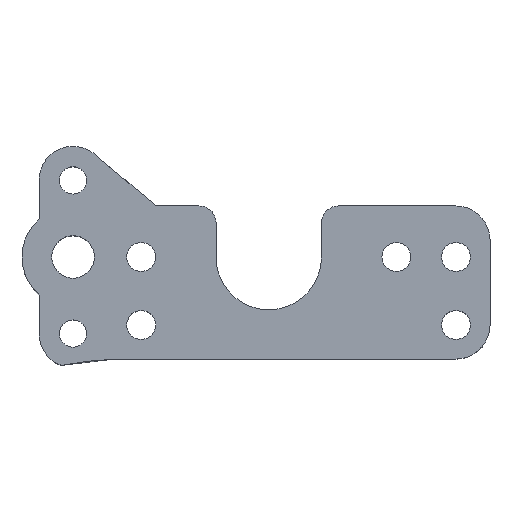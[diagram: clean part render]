
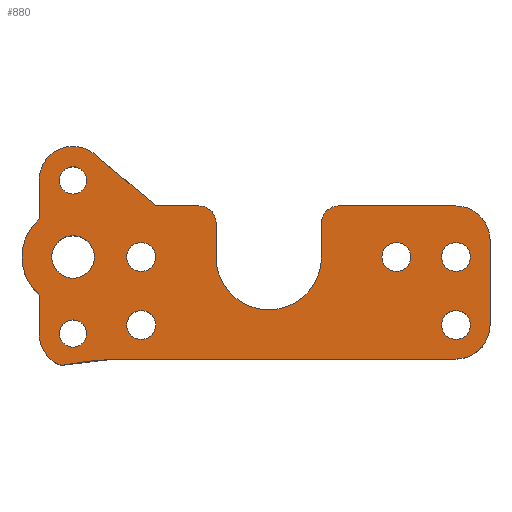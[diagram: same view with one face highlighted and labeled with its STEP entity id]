
A CAD part, top view. The second image highlights one B-rep face of the part: STEP entity #880.
In plain terms, the highlighted planar face has unit normal (0, 0, 1).
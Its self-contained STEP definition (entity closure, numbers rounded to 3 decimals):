
#51=FACE_BOUND($,#197,.T.);
#52=FACE_BOUND($,#198,.T.);
#53=FACE_BOUND($,#199,.T.);
#54=FACE_BOUND($,#200,.T.);
#55=FACE_BOUND($,#201,.T.);
#56=FACE_BOUND($,#202,.T.);
#57=FACE_BOUND($,#203,.T.);
#58=FACE_BOUND($,#204,.T.);
#59=FACE_BOUND($,#205,.T.);
#69=CIRCLE($,#912,2.5);
#70=CIRCLE($,#914,1.7);
#71=CIRCLE($,#916,1.7);
#73=CIRCLE($,#919,1.7);
#75=CIRCLE($,#922,1.7);
#77=CIRCLE($,#925,1.7);
#78=CIRCLE($,#927,1.6);
#79=CIRCLE($,#929,1.6);
#80=CIRCLE($,#932,2.);
#82=CIRCLE($,#936,6.2);
#84=CIRCLE($,#940,2.);
#86=CIRCLE($,#945,4.);
#87=CIRCLE($,#948,6.);
#88=CIRCLE($,#951,4.);
#89=CIRCLE($,#953,41.885);
#91=CIRCLE($,#957,4.);
#93=CIRCLE($,#961,4.);
#197=EDGE_LOOP($,(#782));
#198=EDGE_LOOP($,(#783));
#199=EDGE_LOOP($,(#784));
#200=EDGE_LOOP($,(#785));
#201=EDGE_LOOP($,(#786));
#202=EDGE_LOOP($,(#787));
#203=EDGE_LOOP($,(#788));
#204=EDGE_LOOP($,(#789));
#205=EDGE_LOOP($,(#790,#791,#792,#793,#794,#795,#796,#797,#798,#799,#800,
#801,#802,#803,#804,#805,#806,#807));
#254=LINE($,#1363,#336);
#259=LINE($,#1377,#341);
#263=LINE($,#1389,#345);
#267=LINE($,#1401,#349);
#270=LINE($,#1407,#352);
#274=LINE($,#1416,#356);
#277=LINE($,#1424,#359);
#281=LINE($,#1438,#363);
#285=LINE($,#1450,#367);
#336=VECTOR($,#1109,13.8);
#341=VECTOR($,#1122,4.);
#345=VECTOR($,#1134,4.);
#349=VECTOR($,#1146,5.004);
#352=VECTOR($,#1151,8.851);
#356=VECTOR($,#1161,4.528);
#359=VECTOR($,#1170,4.528);
#363=VECTOR($,#1186,37.);
#367=VECTOR($,#1198,10.);
#413=VERTEX_POINT($,#1331);
#414=VERTEX_POINT($,#1334);
#415=VERTEX_POINT($,#1337);
#417=VERTEX_POINT($,#1342);
#419=VERTEX_POINT($,#1347);
#421=VERTEX_POINT($,#1352);
#422=VERTEX_POINT($,#1355);
#423=VERTEX_POINT($,#1358);
#424=VERTEX_POINT($,#1361);
#425=VERTEX_POINT($,#1362);
#428=VERTEX_POINT($,#1370);
#430=VERTEX_POINT($,#1376);
#432=VERTEX_POINT($,#1382);
#434=VERTEX_POINT($,#1388);
#436=VERTEX_POINT($,#1394);
#438=VERTEX_POINT($,#1400);
#440=VERTEX_POINT($,#1406);
#441=VERTEX_POINT($,#1411);
#442=VERTEX_POINT($,#1415);
#443=VERTEX_POINT($,#1419);
#444=VERTEX_POINT($,#1423);
#445=VERTEX_POINT($,#1427);
#446=VERTEX_POINT($,#1431);
#448=VERTEX_POINT($,#1437);
#450=VERTEX_POINT($,#1443);
#452=VERTEX_POINT($,#1449);
#512=EDGE_CURVE($,#413,#413,#69,.T.);
#513=EDGE_CURVE($,#414,#414,#70,.T.);
#514=EDGE_CURVE($,#415,#415,#71,.T.);
#516=EDGE_CURVE($,#417,#417,#73,.T.);
#518=EDGE_CURVE($,#419,#419,#75,.T.);
#520=EDGE_CURVE($,#421,#421,#77,.T.);
#521=EDGE_CURVE($,#422,#422,#78,.T.);
#522=EDGE_CURVE($,#423,#423,#79,.T.);
#523=EDGE_CURVE($,#424,#425,#254,.T.);
#527=EDGE_CURVE($,#428,#424,#80,.T.);
#530=EDGE_CURVE($,#430,#428,#259,.T.);
#533=EDGE_CURVE($,#432,#430,#82,.T.);
#536=EDGE_CURVE($,#434,#432,#263,.T.);
#539=EDGE_CURVE($,#436,#434,#84,.T.);
#542=EDGE_CURVE($,#438,#436,#267,.T.);
#545=EDGE_CURVE($,#440,#438,#270,.T.);
#548=EDGE_CURVE($,#441,#440,#86,.T.);
#550=EDGE_CURVE($,#442,#441,#274,.T.);
#552=EDGE_CURVE($,#443,#442,#87,.T.);
#554=EDGE_CURVE($,#444,#443,#277,.T.);
#556=EDGE_CURVE($,#445,#444,#88,.T.);
#558=EDGE_CURVE($,#446,#445,#89,.T.);
#561=EDGE_CURVE($,#448,#446,#281,.T.);
#564=EDGE_CURVE($,#450,#448,#91,.T.);
#567=EDGE_CURVE($,#452,#450,#285,.T.);
#570=EDGE_CURVE($,#425,#452,#93,.T.);
#782=ORIENTED_EDGE($,*,*,#512,.T.);
#783=ORIENTED_EDGE($,*,*,#513,.T.);
#784=ORIENTED_EDGE($,*,*,#514,.T.);
#785=ORIENTED_EDGE($,*,*,#516,.T.);
#786=ORIENTED_EDGE($,*,*,#518,.T.);
#787=ORIENTED_EDGE($,*,*,#520,.T.);
#788=ORIENTED_EDGE($,*,*,#521,.T.);
#789=ORIENTED_EDGE($,*,*,#522,.T.);
#790=ORIENTED_EDGE($,*,*,#570,.F.);
#791=ORIENTED_EDGE($,*,*,#523,.F.);
#792=ORIENTED_EDGE($,*,*,#527,.F.);
#793=ORIENTED_EDGE($,*,*,#530,.F.);
#794=ORIENTED_EDGE($,*,*,#533,.F.);
#795=ORIENTED_EDGE($,*,*,#536,.F.);
#796=ORIENTED_EDGE($,*,*,#539,.F.);
#797=ORIENTED_EDGE($,*,*,#542,.F.);
#798=ORIENTED_EDGE($,*,*,#545,.F.);
#799=ORIENTED_EDGE($,*,*,#548,.F.);
#800=ORIENTED_EDGE($,*,*,#550,.F.);
#801=ORIENTED_EDGE($,*,*,#552,.F.);
#802=ORIENTED_EDGE($,*,*,#554,.F.);
#803=ORIENTED_EDGE($,*,*,#556,.F.);
#804=ORIENTED_EDGE($,*,*,#558,.F.);
#805=ORIENTED_EDGE($,*,*,#561,.F.);
#806=ORIENTED_EDGE($,*,*,#564,.F.);
#807=ORIENTED_EDGE($,*,*,#567,.F.);
#835=PLANE($,#964);
#880=ADVANCED_FACE($,(#51,#52,#53,#54,#55,#56,#57,#58,#59),#835,.T.);
#912=AXIS2_PLACEMENT_3D($,#1332,#1071,#1072);
#914=AXIS2_PLACEMENT_3D($,#1335,#1075,#1076);
#916=AXIS2_PLACEMENT_3D($,#1338,#1079,#1080);
#919=AXIS2_PLACEMENT_3D($,#1343,#1085,#1086);
#922=AXIS2_PLACEMENT_3D($,#1348,#1091,#1092);
#925=AXIS2_PLACEMENT_3D($,#1353,#1097,#1098);
#927=AXIS2_PLACEMENT_3D($,#1356,#1101,#1102);
#929=AXIS2_PLACEMENT_3D($,#1359,#1105,#1106);
#932=AXIS2_PLACEMENT_3D($,#1371,#1115,#1116);
#936=AXIS2_PLACEMENT_3D($,#1383,#1127,#1128);
#940=AXIS2_PLACEMENT_3D($,#1395,#1139,#1140);
#945=AXIS2_PLACEMENT_3D($,#1412,#1156,#1157);
#948=AXIS2_PLACEMENT_3D($,#1420,#1165,#1166);
#951=AXIS2_PLACEMENT_3D($,#1428,#1174,#1175);
#953=AXIS2_PLACEMENT_3D($,#1432,#1179,#1180);
#957=AXIS2_PLACEMENT_3D($,#1444,#1191,#1192);
#961=AXIS2_PLACEMENT_3D($,#1455,#1203,#1204);
#964=AXIS2_PLACEMENT_3D($,#1458,#1209,#1210);
#1071=DIRECTION('center_axis',(0.,0.,-1.));
#1072=DIRECTION('ref_axis',(-1.,0.,0.));
#1075=DIRECTION('center_axis',(0.,0.,-1.));
#1076=DIRECTION('ref_axis',(-1.,0.,0.));
#1079=DIRECTION('center_axis',(0.,0.,-1.));
#1080=DIRECTION('ref_axis',(-1.,0.,0.));
#1085=DIRECTION('center_axis',(0.,0.,-1.));
#1086=DIRECTION('ref_axis',(-1.,0.,0.));
#1091=DIRECTION('center_axis',(0.,0.,-1.));
#1092=DIRECTION('ref_axis',(-1.,0.,0.));
#1097=DIRECTION('center_axis',(0.,0.,-1.));
#1098=DIRECTION('ref_axis',(-1.,0.,0.));
#1101=DIRECTION('center_axis',(0.,0.,-1.));
#1102=DIRECTION('ref_axis',(-1.,0.,0.));
#1105=DIRECTION('center_axis',(0.,0.,-1.));
#1106=DIRECTION('ref_axis',(-1.,0.,0.));
#1109=DIRECTION($,(1.,0.,0.));
#1115=DIRECTION('center_axis',(0.,0.,-1.));
#1116=DIRECTION('ref_axis',(0.,-1.,0.));
#1122=DIRECTION($,(0.,1.,0.));
#1127=DIRECTION('center_axis',(0.,0.,1.));
#1128=DIRECTION('ref_axis',(-1.,0.,0.));
#1134=DIRECTION($,(0.,-1.,0.));
#1139=DIRECTION('center_axis',(0.,0.,-1.));
#1140=DIRECTION('ref_axis',(-1.,0.,0.));
#1146=DIRECTION($,(1.,0.,0.));
#1151=DIRECTION($,(0.769,-0.639,0.));
#1156=DIRECTION('center_axis',(0.,0.,-1.));
#1157=DIRECTION('ref_axis',(-0.747,-0.664,0.));
#1161=DIRECTION($,(0.,1.,0.));
#1165=DIRECTION('center_axis',(0.,0.,-1.));
#1166=DIRECTION('ref_axis',(0.667,-0.745,0.));
#1170=DIRECTION($,(0.,1.,0.));
#1174=DIRECTION('center_axis',(0.,0.,-1.));
#1175=DIRECTION('ref_axis',(1.,0.,0.));
#1179=DIRECTION('center_axis',(0.,0.,1.));
#1180=DIRECTION('ref_axis',(0.034,0.999,0.));
#1186=DIRECTION($,(-1.,0.,0.));
#1191=DIRECTION('center_axis',(0.,0.,-1.));
#1192=DIRECTION('ref_axis',(0.,1.,0.));
#1198=DIRECTION($,(0.,-1.,0.));
#1203=DIRECTION('center_axis',(0.,0.,-1.));
#1204=DIRECTION('ref_axis',(-1.,0.,0.));
#1209=DIRECTION('center_axis',(0.,0.,1.));
#1210=DIRECTION('ref_axis',(1.,0.,0.));
#1331=CARTESIAN_POINT('',(-23.804,6.503,0.));
#1332=CARTESIAN_POINT('Origin',(-26.304,6.503,0.));
#1334=CARTESIAN_POINT('',(13.396,6.503,0.));
#1335=CARTESIAN_POINT('Origin',(11.696,6.503,0.));
#1337=CARTESIAN_POINT('',(-16.604,6.503,0.));
#1338=CARTESIAN_POINT('Origin',(-18.304,6.503,0.));
#1342=CARTESIAN_POINT('',(20.396,6.503,0.));
#1343=CARTESIAN_POINT('Origin',(18.696,6.503,0.));
#1347=CARTESIAN_POINT('',(20.396,-1.497,0.));
#1348=CARTESIAN_POINT('Origin',(18.696,-1.497,0.));
#1352=CARTESIAN_POINT('',(-16.604,-1.497,0.));
#1353=CARTESIAN_POINT('Origin',(-18.304,-1.497,0.));
#1355=CARTESIAN_POINT('',(-24.704,15.503,0.));
#1356=CARTESIAN_POINT('Origin',(-26.304,15.503,0.));
#1358=CARTESIAN_POINT('',(-24.704,-2.497,0.));
#1359=CARTESIAN_POINT('Origin',(-26.304,-2.497,0.));
#1361=CARTESIAN_POINT('',(4.896,12.503,0.));
#1362=CARTESIAN_POINT('',(18.696,12.503,0.));
#1363=CARTESIAN_POINT($,(4.896,12.503,0.));
#1370=CARTESIAN_POINT('',(2.896,10.503,0.));
#1371=CARTESIAN_POINT('Origin',(4.896,10.503,0.));
#1376=CARTESIAN_POINT('',(2.896,6.503,0.));
#1377=CARTESIAN_POINT($,(2.896,6.503,0.));
#1382=CARTESIAN_POINT('',(-9.504,6.503,0.));
#1383=CARTESIAN_POINT('Origin',(-3.304,6.503,0.));
#1388=CARTESIAN_POINT('',(-9.504,10.503,0.));
#1389=CARTESIAN_POINT($,(-9.504,10.503,0.));
#1394=CARTESIAN_POINT('',(-11.504,12.503,0.));
#1395=CARTESIAN_POINT('Origin',(-11.504,10.503,0.));
#1400=CARTESIAN_POINT('',(-16.508,12.503,0.));
#1401=CARTESIAN_POINT($,(-16.508,12.503,0.));
#1406=CARTESIAN_POINT('',(-23.315,18.161,0.));
#1407=CARTESIAN_POINT($,(-23.315,18.161,0.));
#1411=CARTESIAN_POINT('',(-30.304,15.503,0.));
#1412=CARTESIAN_POINT('Origin',(-26.304,15.503,0.));
#1415=CARTESIAN_POINT('',(-30.304,10.976,0.));
#1416=CARTESIAN_POINT($,(-30.304,10.976,0.));
#1419=CARTESIAN_POINT('',(-30.304,2.031,0.));
#1420=CARTESIAN_POINT('Origin',(-26.304,6.503,0.));
#1423=CARTESIAN_POINT('',(-30.304,-2.497,0.));
#1424=CARTESIAN_POINT($,(-30.304,-2.497,0.));
#1427=CARTESIAN_POINT('',(-27.709,-6.242,0.));
#1428=CARTESIAN_POINT('Origin',(-26.304,-2.497,0.));
#1431=CARTESIAN_POINT('',(-18.304,-5.497,0.));
#1432=CARTESIAN_POINT('Origin',(-19.719,-47.358,0.));
#1437=CARTESIAN_POINT('',(18.696,-5.497,0.));
#1438=CARTESIAN_POINT($,(18.696,-5.497,0.));
#1443=CARTESIAN_POINT('',(22.696,-1.497,0.));
#1444=CARTESIAN_POINT('Origin',(18.696,-1.497,0.));
#1449=CARTESIAN_POINT('',(22.696,8.503,0.));
#1450=CARTESIAN_POINT($,(22.696,8.503,0.));
#1455=CARTESIAN_POINT('Origin',(18.696,8.503,0.));
#1458=CARTESIAN_POINT('Origin',(-4.944,3.976,0.));
